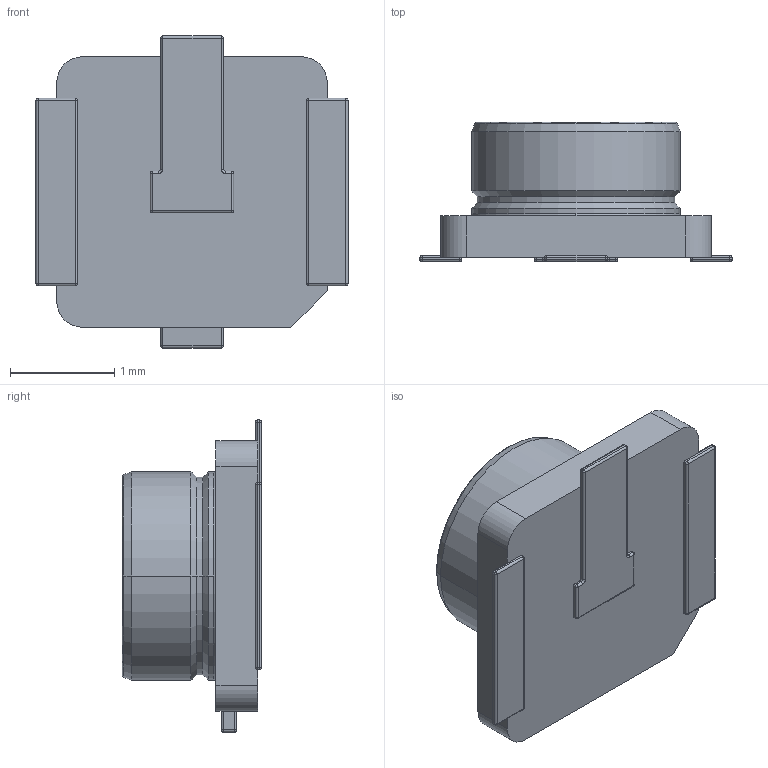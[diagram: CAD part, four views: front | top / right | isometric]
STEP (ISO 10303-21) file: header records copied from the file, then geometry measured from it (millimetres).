
FILE_DESCRIPTION (( 'STEP AP214' ), '1' );
FILE_NAME ('RSP-122811-01.STEP', '2021-09-22T12:31:20', ( '' ), ( '' ), 'SwSTEP 2.0', 'SolidWorks 2017', '' );
FILE_SCHEMA (( 'AUTOMOTIVE_DESIGN' ));
Length unit declared in the file: millimetre
Products named in the file (1): RSP-122811-01
Bounding box: 3 x 1.34 x 3 mm (x, y, z)
Volume: 3.4 mm3; surface area: 37.1 mm2
Topology: 7 solids, 7 shells, 189 faces, 436 edges, 221 vertices
Faces by surface type: cylinder 86, plane 43, sphere 42, torus 12, cone 6
Entity records: 5028 total; most frequent: DIRECTION 978, CARTESIAN_POINT 801, ORIENTED_EDGE 784, AXIS2_PLACEMENT_3D 396, EDGE_CURVE 392, VERTEX_POINT 219, CIRCLE 206, EDGE_LOOP 193
